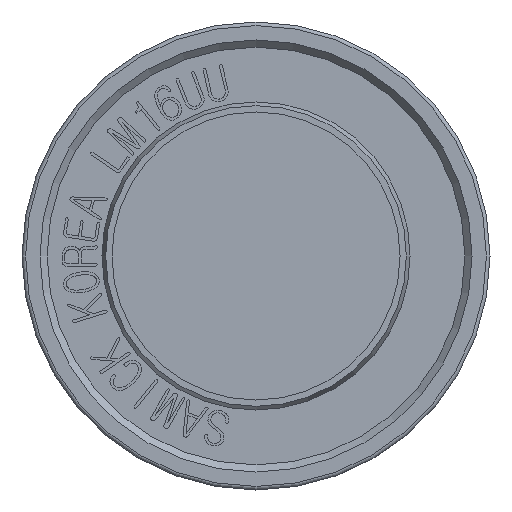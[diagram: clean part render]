
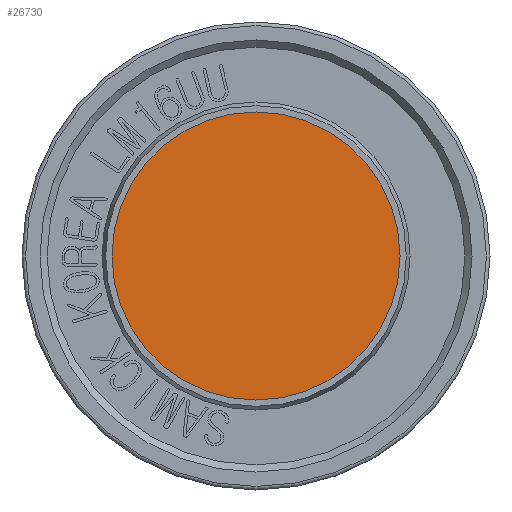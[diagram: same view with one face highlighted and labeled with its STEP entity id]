
A CAD part, front view. The second image highlights one B-rep face of the part: STEP entity #26730.
In plain terms, the highlighted planar face has unit normal (0, -1, 0).
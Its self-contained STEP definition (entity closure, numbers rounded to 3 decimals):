
#26699=CARTESIAN_POINT('',(-8.0,-43.0,0.));
#26700=VERTEX_POINT('',#26699);
#26701=CARTESIAN_POINT('',(0.0,-43.0,0.0));
#26702=DIRECTION('',(0.0,1.0,0.0));
#26703=DIRECTION('',(1.0,0.0,0.0));
#26704=AXIS2_PLACEMENT_3D('',#26701,#26702,#26703);
#26705=CIRCLE('',#26704,8.0);
#26706=EDGE_CURVE('',#26700,#26700,#26705,.T.);
#26722=CARTESIAN_POINT('',(0.0,-43.0,0.0));
#26723=DIRECTION('',(0.0,-1.0,0.0));
#26724=DIRECTION('',(0.0,0.0,-1.0));
#26725=AXIS2_PLACEMENT_3D('',#26722,#26723,#26724);
#26726=PLANE('',#26725);
#26727=ORIENTED_EDGE('',*,*,#26706,.F.);
#26728=EDGE_LOOP('',(#26727));
#26729=FACE_OUTER_BOUND('',#26728,.T.);
#26730=ADVANCED_FACE('',(#26729),#26726,.T.);
